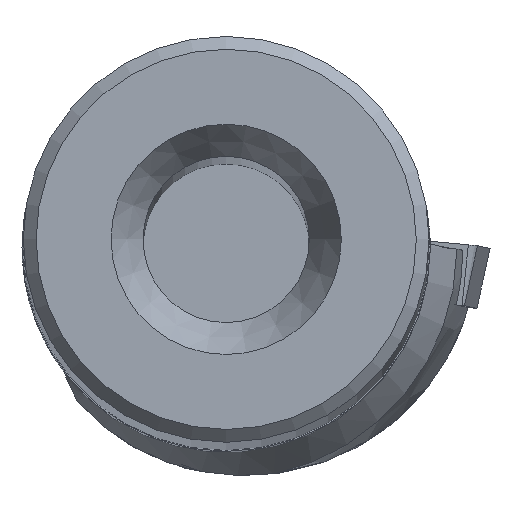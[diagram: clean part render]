
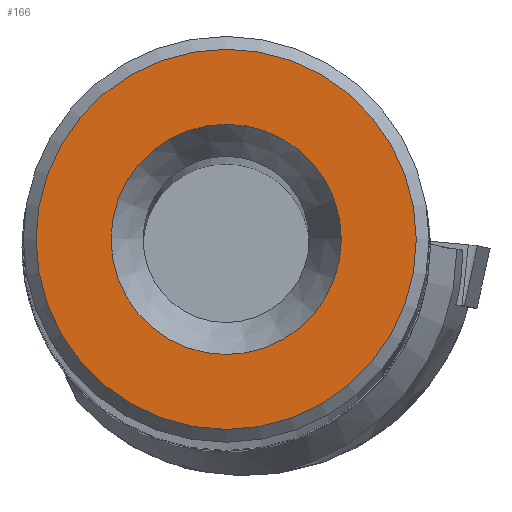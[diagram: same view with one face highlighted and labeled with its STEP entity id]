
A CAD part, top view. The second image highlights one B-rep face of the part: STEP entity #166.
In plain terms, the highlighted planar face has unit normal (0, 0, 1).
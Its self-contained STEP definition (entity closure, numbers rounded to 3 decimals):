
#166=ADVANCED_FACE('',(#285,#286),#191,.T.);
#191=PLANE('',#803);
#285=FACE_BOUND('',#334,.T.);
#286=FACE_BOUND('',#335,.T.);
#334=EDGE_LOOP('',(#456));
#335=EDGE_LOOP('',(#457));
#456=ORIENTED_EDGE('',*,*,#628,.T.);
#457=ORIENTED_EDGE('',*,*,#626,.F.);
#556=VERTEX_POINT('',#1300);
#558=VERTEX_POINT('',#1306);
#626=EDGE_CURVE('',#556,#556,#667,.T.);
#628=EDGE_CURVE('',#558,#558,#669,.T.);
#667=CIRCLE('',#798,7.43);
#669=CIRCLE('',#802,4.5);
#798=AXIS2_PLACEMENT_3D('',#1299,#950,#951);
#802=AXIS2_PLACEMENT_3D('',#1305,#958,#959);
#803=AXIS2_PLACEMENT_3D('',#1307,#960,#961);
#950=DIRECTION('',(0.,0.,-1.));
#951=DIRECTION('',(-1.,0.,0.));
#958=DIRECTION('',(0.,0.,-1.));
#959=DIRECTION('',(-1.,0.,0.));
#960=DIRECTION('',(0.,0.,1.));
#961=DIRECTION('',(-1.,0.,0.));
#1299=CARTESIAN_POINT('',(0.,0.,0.));
#1300=CARTESIAN_POINT('',(-7.43,0.,0.));
#1305=CARTESIAN_POINT('',(0.,0.,0.));
#1306=CARTESIAN_POINT('',(-4.5,0.,0.));
#1307=CARTESIAN_POINT('',(0.,0.,0.));
